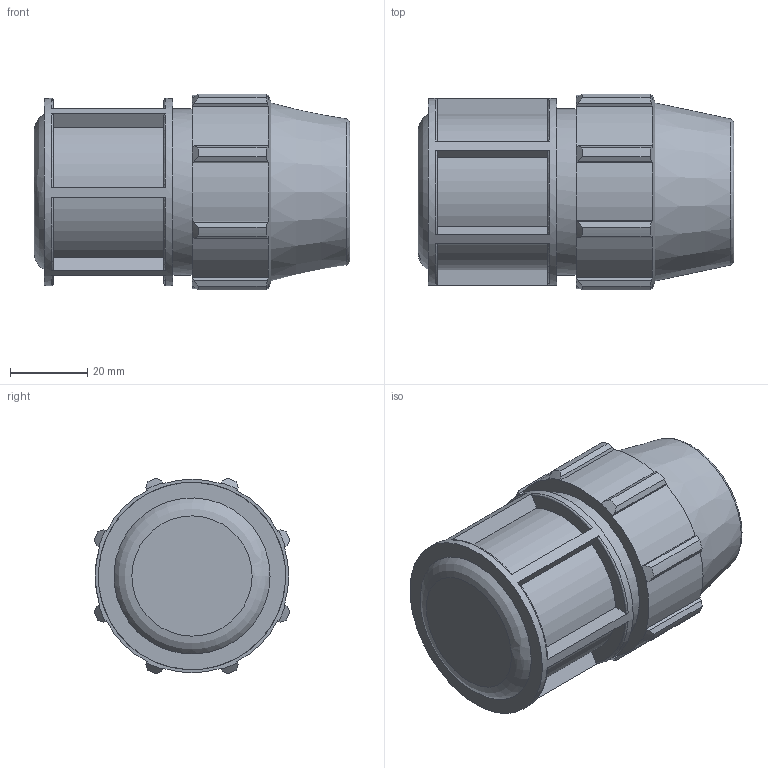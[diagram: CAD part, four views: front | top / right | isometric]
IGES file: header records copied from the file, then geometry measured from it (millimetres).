
Global section: file name: 071200025_181200025_0712060250A.ipt; native system: Autodesk Inventor 2015; preprocessor: unknown; author: Кирилл,,11,0; organization: 20170224.180708; date: 20170606.110531; units: millimetre
Bounding box: 82 x 50.81 x 50.81 mm (x, y, z)
Volume: 88784.4 mm3; surface area: 24281.3 mm2
Topology: 1 solids, 1 shells, 115 faces, 313 edges, 210 vertices
Faces by surface type: plane 63, cylinder 24, revolution 18, cone 10
Full cylindrical faces by diameter (mm): 43.2 x1, 48.6 x1
